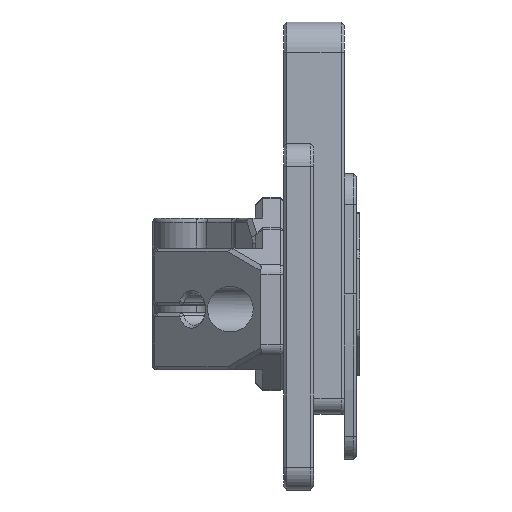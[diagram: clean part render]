
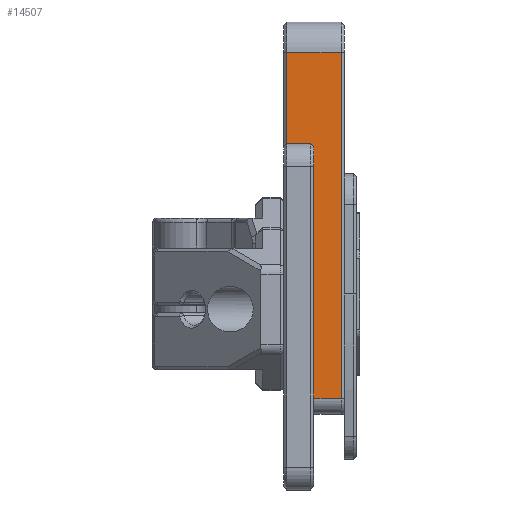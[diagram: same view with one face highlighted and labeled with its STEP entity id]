
A CAD part, left-side view. The second image highlights one B-rep face of the part: STEP entity #14507.
In plain terms, the highlighted planar face has unit normal (-1, 0, 0).
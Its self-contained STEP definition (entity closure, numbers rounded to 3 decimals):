
#1140=FACE_OUTER_BOUND('',#2028,.T.);
#2028=EDGE_LOOP('',(#10995,#10996,#10997,#10998,#10999,#11000,#11001));
#3669=LINE('',#24155,#4941);
#3682=LINE('',#24185,#4954);
#3696=LINE('',#24231,#4968);
#3737=LINE('',#24333,#5009);
#3738=LINE('',#24336,#5010);
#3739=LINE('',#24338,#5011);
#3740=LINE('',#24339,#5012);
#4941=VECTOR('',#17900,10.);
#4954=VECTOR('',#17923,10.);
#4968=VECTOR('',#17961,10.);
#5009=VECTOR('',#18076,10.);
#5010=VECTOR('',#18081,10.);
#5011=VECTOR('',#18082,10.);
#5012=VECTOR('',#18083,10.);
#6358=VERTEX_POINT('',#24153);
#6359=VERTEX_POINT('',#24154);
#6371=VERTEX_POINT('',#24183);
#6390=VERTEX_POINT('',#24229);
#6391=VERTEX_POINT('',#24230);
#6415=VERTEX_POINT('',#24332);
#6416=VERTEX_POINT('',#24337);
#7976=EDGE_CURVE('',#6358,#6359,#3669,.F.);
#7993=EDGE_CURVE('',#6371,#6358,#3682,.T.);
#8015=EDGE_CURVE('',#6390,#6391,#3696,.T.);
#8067=EDGE_CURVE('',#6391,#6415,#3737,.T.);
#8069=EDGE_CURVE('',#6390,#6359,#3738,.T.);
#8070=EDGE_CURVE('',#6416,#6371,#3739,.T.);
#8071=EDGE_CURVE('',#6415,#6416,#3740,.T.);
#10995=ORIENTED_EDGE('',*,*,#8015,.F.);
#10996=ORIENTED_EDGE('',*,*,#8069,.T.);
#10997=ORIENTED_EDGE('',*,*,#7976,.F.);
#10998=ORIENTED_EDGE('',*,*,#7993,.F.);
#10999=ORIENTED_EDGE('',*,*,#8070,.F.);
#11000=ORIENTED_EDGE('',*,*,#8071,.F.);
#11001=ORIENTED_EDGE('',*,*,#8067,.F.);
#13936=PLANE('',#15638);
#14507=ADVANCED_FACE('',(#1140),#13936,.T.);
#15638=AXIS2_PLACEMENT_3D('',#24335,#18079,#18080);
#17900=DIRECTION('',(0.,-0.707,-0.707));
#17923=DIRECTION('',(0.,0.,1.));
#17961=DIRECTION('',(0.,0.,1.));
#18076=DIRECTION('',(0.,-1.,0.));
#18079=DIRECTION('center_axis',(-1.,0.,0.));
#18080=DIRECTION('ref_axis',(0.,0.,
-1.));
#18081=DIRECTION('',(0.,-1.,0.));
#18082=DIRECTION('',(0.,1.,0.));
#18083=DIRECTION('',(0.,0.,-1.));
#24153=CARTESIAN_POINT('',(-65.565,10.6,45.879));
#24154=CARTESIAN_POINT('',(-65.565,11.,46.279));
#24155=CARTESIAN_POINT('',(-65.565,9.8,45.079));
#24183=CARTESIAN_POINT('',(-65.565,10.6,12.679));
#24185=CARTESIAN_POINT('',(-65.565,10.6,32.879));
#24229=CARTESIAN_POINT('',(-65.565,14.2,46.279));
#24230=CARTESIAN_POINT('',(-65.565,14.2,58.279));
#24231=CARTESIAN_POINT('',(-65.565,14.2,32.879));
#24332=CARTESIAN_POINT('',(-65.565,7.,58.279));
#24333=CARTESIAN_POINT('',(-65.565,12.6,58.279));
#24335=CARTESIAN_POINT('Origin',(-65.565,10.6,42.279));
#24336=CARTESIAN_POINT('',(-65.565,10.6,46.279));
#24337=CARTESIAN_POINT('',(-65.565,7.,12.679));
#24338=CARTESIAN_POINT('',(-65.565,10.6,12.679));
#24339=CARTESIAN_POINT('',(-65.565,7.,34.379));
